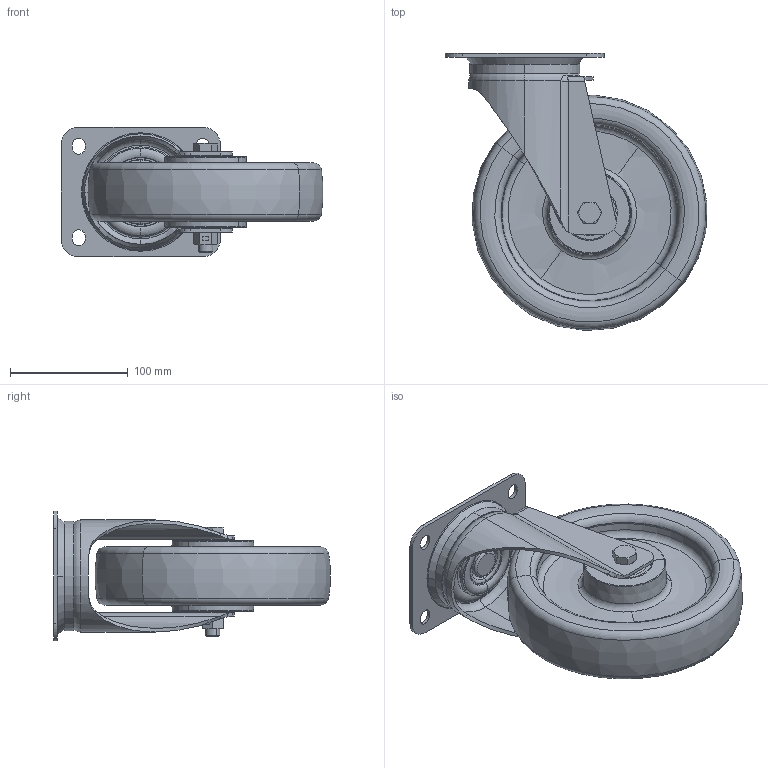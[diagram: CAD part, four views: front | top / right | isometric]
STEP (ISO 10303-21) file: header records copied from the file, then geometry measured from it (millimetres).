
FILE_DESCRIPTION (( 'STEP AP214' ), '1' );
FILE_NAME ('0055930.step', '2023-06-12T09:12:17', ( '' ), ( '' ), 'SwSTEP 2.0', 'SolidWorks 2020', '' );
FILE_SCHEMA (( 'AUTOMOTIVE_DESIGN' ));
Length unit declared in the file: millimetre
Products named in the file (1): 0055930
Bounding box: 221.98 x 234.75 x 110 mm (x, y, z)
Volume: 1172692.5 mm3; surface area: 357238.1 mm2
Topology: 28 solids, 28 shells, 590 faces, 1358 edges, 805 vertices
Faces by surface type: torus 151, plane 149, cylinder 122, cone 103, bspline 41, sphere 24
Entity records: 26600 total; most frequent: CARTESIAN_POINT 6472, DIRECTION 3054, ORIENTED_EDGE 2620, AXIS2_PLACEMENT_3D 1328, EDGE_CURVE 1310, VERTEX_POINT 781, CIRCLE 778, EDGE_LOOP 659
